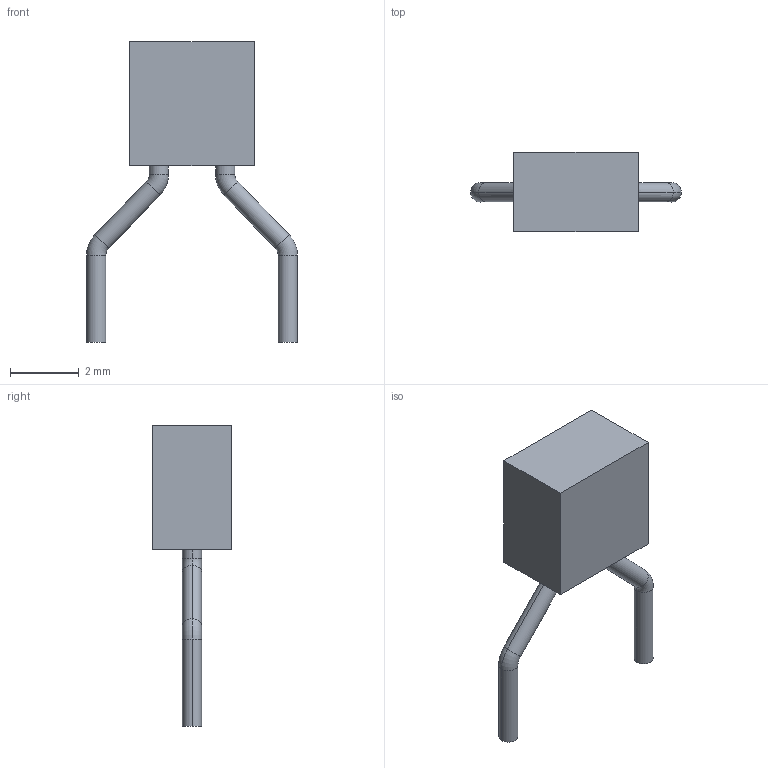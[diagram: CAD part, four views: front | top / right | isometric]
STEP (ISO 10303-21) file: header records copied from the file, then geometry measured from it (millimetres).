
FILE_DESCRIPTION(('STEP AP214'),'1');
FILE_NAME('K101K10X7RH5UH5_VIS','2026-01-04T02:27:34',(''),(''),'','','');
FILE_SCHEMA(('AUTOMOTIVE_DESIGN'));
Length unit declared in the file: millimetre
Products named in the file (1): product
Bounding box: 6.12 x 2.31 x 8.74 mm (x, y, z)
Volume: 32.9 mm3; surface area: 80.8 mm2
Topology: 3 solids, 3 shells, 30 faces, 56 edges, 32 vertices
Faces by surface type: cylinder 12, plane 10, torus 8
Entity records: 898 total; most frequent: DIRECTION 150, ORIENTED_EDGE 112, CARTESIAN_POINT 79, AXIS2_PLACEMENT_3D 63, EDGE_CURVE 56, VERTEX_POINT 32, CIRCLE 32, STYLED_ITEM 30
